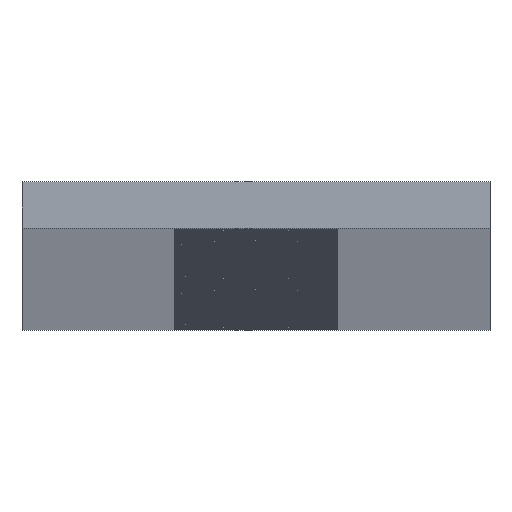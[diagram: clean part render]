
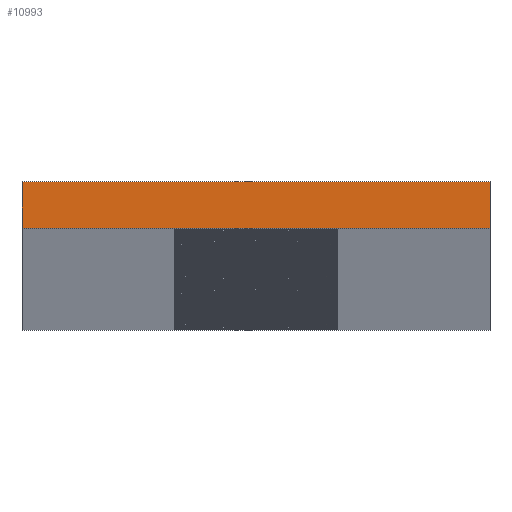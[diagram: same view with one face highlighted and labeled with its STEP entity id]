
A CAD part, top view. The second image highlights one B-rep face of the part: STEP entity #10993.
In plain terms, the highlighted planar face has unit normal (0, 0, 1).
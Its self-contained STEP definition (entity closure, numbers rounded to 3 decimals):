
#14 = CARTESIAN_POINT ( 'NONE',  ( 10., -2., 0. ) ) ;
#289 = FACE_OUTER_BOUND ( 'NONE', #11411, .T. ) ;
#315 = VERTEX_POINT ( 'NONE', #11094 ) ;
#545 = LINE ( 'NONE', #3218, #4734 ) ;
#997 = EDGE_CURVE ( 'NONE', #17101, #315, #14595, .T. ) ;
#1803 = PLANE ( 'NONE',  #3387 ) ;
#1911 = CARTESIAN_POINT ( 'NONE',  ( -10., -2., 0. ) ) ;
#2507 = DIRECTION ( 'NONE',  ( 1., 0., 0. ) ) ;
#3218 = CARTESIAN_POINT ( 'NONE',  ( 10., 0., 0. ) ) ;
#3266 = EDGE_CURVE ( 'NONE', #15927, #9820, #15818, .T. ) ;
#3387 = AXIS2_PLACEMENT_3D ( 'NONE', #11199, #16784, #12624 ) ;
#3554 = EDGE_CURVE ( 'NONE', #315, #9820, #545, .T. ) ;
#3577 = DIRECTION ( 'NONE',  ( 1., 0., 0. ) ) ;
#4734 = VECTOR ( 'NONE', #7271, 1000. ) ;
#6150 = ORIENTED_EDGE ( 'NONE', *, *, #3266, .T. ) ;
#6499 = CARTESIAN_POINT ( 'NONE',  ( -10., 0., 0. ) ) ;
#6880 = CARTESIAN_POINT ( 'NONE',  ( -10., -2., 0. ) ) ;
#7271 = DIRECTION ( 'NONE',  ( 0., -1., 0. ) ) ;
#8465 = VECTOR ( 'NONE', #14885, 1000. ) ;
#9163 = CARTESIAN_POINT ( 'NONE',  ( -10., -2., 0. ) ) ;
#9278 = LINE ( 'NONE', #6880, #8465 ) ;
#9820 = VERTEX_POINT ( 'NONE', #14 ) ;
#9925 = ORIENTED_EDGE ( 'NONE', *, *, #10701, .F. ) ;
#9991 = ORIENTED_EDGE ( 'NONE', *, *, #997, .F. ) ;
#10701 = EDGE_CURVE ( 'NONE', #15927, #17101, #9278, .T. ) ;
#10993 = ADVANCED_FACE ( 'NONE', ( #289 ), #1803, .F. ) ;
#11094 = CARTESIAN_POINT ( 'NONE',  ( 10., 0., 0. ) ) ;
#11199 = CARTESIAN_POINT ( 'NONE',  ( 0., 0., 0. ) ) ;
#11411 = EDGE_LOOP ( 'NONE', ( #6150, #11860, #9991, #9925 ) ) ;
#11507 = CARTESIAN_POINT ( 'NONE',  ( -10., 0., 0. ) ) ;
#11860 = ORIENTED_EDGE ( 'NONE', *, *, #3554, .F. ) ;
#12624 = DIRECTION ( 'NONE',  ( -1., 0., 0. ) ) ;
#14595 = LINE ( 'NONE', #6499, #14963 ) ;
#14885 = DIRECTION ( 'NONE',  ( 0., 1., 0. ) ) ;
#14963 = VECTOR ( 'NONE', #3577, 1000. ) ;
#15207 = VECTOR ( 'NONE', #2507, 1000. ) ;
#15818 = LINE ( 'NONE', #9163, #15207 ) ;
#15927 = VERTEX_POINT ( 'NONE', #1911 ) ;
#16784 = DIRECTION ( 'NONE',  ( 0., 0., -1. ) ) ;
#17101 = VERTEX_POINT ( 'NONE', #11507 ) ;
